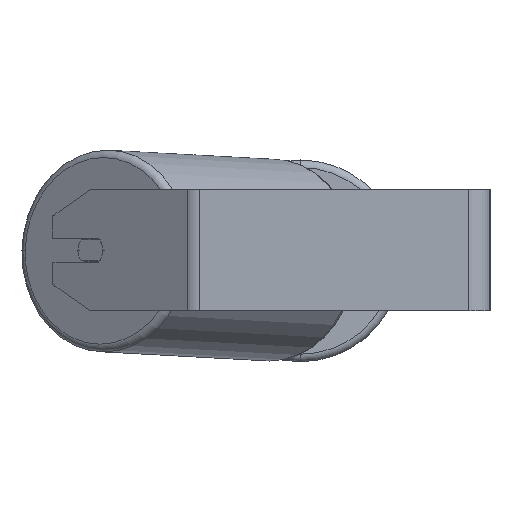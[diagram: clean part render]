
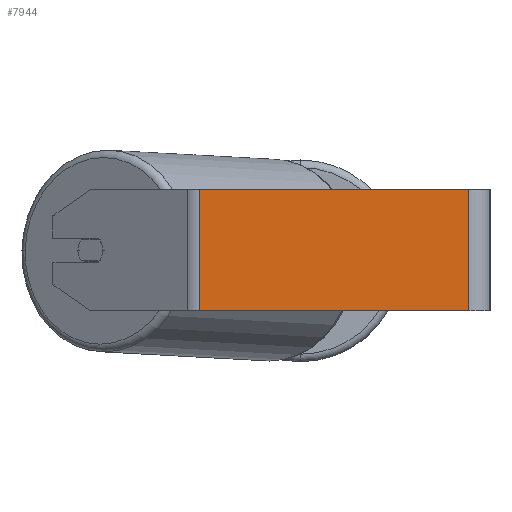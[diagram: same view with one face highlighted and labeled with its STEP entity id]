
A CAD part, left-side view. The second image highlights one B-rep face of the part: STEP entity #7944.
In plain terms, the highlighted planar face has unit normal (-1, 0, 0).
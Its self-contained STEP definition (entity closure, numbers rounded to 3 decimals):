
#552 = CARTESIAN_POINT ( 'NONE',  ( -370., 195.671, 40. ) ) ;
#1023 = LINE ( 'NONE', #6488, #2980 ) ;
#1115 = ORIENTED_EDGE ( 'NONE', *, *, #2907, .T. ) ;
#1170 = EDGE_CURVE ( 'NONE', #5477, #5309, #7673, .T. ) ;
#1270 = DIRECTION ( 'NONE',  ( 1., 0., 0. ) ) ;
#1475 = VERTEX_POINT ( 'NONE', #8020 ) ;
#1893 = DIRECTION ( 'NONE',  ( 0., 0., -1. ) ) ;
#1927 = ORIENTED_EDGE ( 'NONE', *, *, #6283, .T. ) ;
#2044 = CARTESIAN_POINT ( 'NONE',  ( -370., 195.671, -40. ) ) ;
#2563 = CARTESIAN_POINT ( 'NONE',  ( -370., 191.257, 40. ) ) ;
#2907 = EDGE_CURVE ( 'NONE', #1475, #3537, #6449, .T. ) ;
#2973 = ORIENTED_EDGE ( 'NONE', *, *, #5915, .F. ) ;
#2980 = VECTOR ( 'NONE', #5888, 1000. ) ;
#3166 = CARTESIAN_POINT ( 'NONE',  ( -370., 14., 40. ) ) ;
#3537 = VERTEX_POINT ( 'NONE', #4727 ) ;
#3574 = CARTESIAN_POINT ( 'NONE',  ( -370., 14., -40. ) ) ;
#4421 = PLANE ( 'NONE',  #6558 ) ;
#4468 = DIRECTION ( 'NONE',  ( 0., 0., -1. ) ) ;
#4727 = CARTESIAN_POINT ( 'NONE',  ( -370., 191.257, -40. ) ) ;
#4956 = EDGE_LOOP ( 'NONE', ( #1927, #8371, #2973, #1115 ) ) ;
#5309 = VERTEX_POINT ( 'NONE', #3574 ) ;
#5477 = VERTEX_POINT ( 'NONE', #6370 ) ;
#5888 = DIRECTION ( 'NONE',  ( 0., -1., 0. ) ) ;
#5915 = EDGE_CURVE ( 'NONE', #1475, #5477, #1023, .T. ) ;
#6283 = EDGE_CURVE ( 'NONE', #3537, #5309, #7192, .T. ) ;
#6370 = CARTESIAN_POINT ( 'NONE',  ( -370., 14., 40. ) ) ;
#6449 = LINE ( 'NONE', #2563, #6671 ) ;
#6488 = CARTESIAN_POINT ( 'NONE',  ( -370., 195.671, 40. ) ) ;
#6558 = AXIS2_PLACEMENT_3D ( 'NONE', #552, #1270, #4468 ) ;
#6637 = FACE_OUTER_BOUND ( 'NONE', #4956, .T. ) ;
#6671 = VECTOR ( 'NONE', #7121, 1000. ) ;
#6907 = VECTOR ( 'NONE', #1893, 1000. ) ;
#7121 = DIRECTION ( 'NONE',  ( 0., 0., -1. ) ) ;
#7192 = LINE ( 'NONE', #2044, #7744 ) ;
#7273 = DIRECTION ( 'NONE',  ( 0., -1., 0. ) ) ;
#7673 = LINE ( 'NONE', #3166, #6907 ) ;
#7744 = VECTOR ( 'NONE', #7273, 1000. ) ;
#7944 = ADVANCED_FACE ( 'NONE', ( #6637 ), #4421, .F. ) ;
#8020 = CARTESIAN_POINT ( 'NONE',  ( -370., 191.257, 40. ) ) ;
#8371 = ORIENTED_EDGE ( 'NONE', *, *, #1170, .F. ) ;
